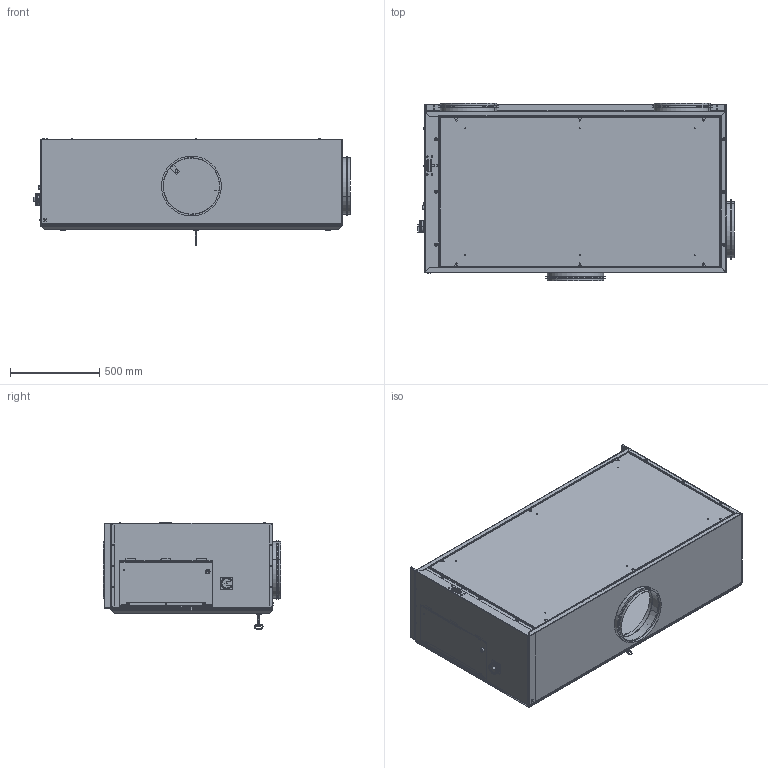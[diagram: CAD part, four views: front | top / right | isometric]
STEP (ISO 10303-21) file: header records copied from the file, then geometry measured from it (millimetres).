
FILE_DESCRIPTION((''),'2;1');
FILE_NAME('600ER_-_800ER_KZA_SW0001','2021-02-15T09:52:32',('7504'),('STIEBEL-ELTRON'),'CREO PARAMETRIC BY PTC INC, 2019471','CREO PARAMETRIC BY PTC INC, 2019471','');
FILE_SCHEMA(('AUTOMOTIVE_DESIGN { 1 0 10303 214 1 1 1 1 }'));
Length unit declared in the file: millimetre
Products named in the file (1): 600ER_-_800ER_KZA_SW0001
Bounding box: 1771.5 x 993 x 599.18 mm (x, y, z)
Surface area: 19242689.1 mm2 (no closed solid volume)
Topology: 0 solids, 217 shells, 547 faces, 3924 edges, 3570 vertices
Faces by surface type: plane 322, cylinder 155, torus 34, cone 25, bspline 11
Entity records: 57796 total; most frequent: CARTESIAN_POINT 10155, DIRECTION 6768, PRESENTATION_STYLE_ASSIGNMENT 4587, ORIENTED_EDGE 4513, STYLED_ITEM 4040, CURVE_STYLE 3924, EDGE_CURVE 3924, VERTEX_POINT 3570
